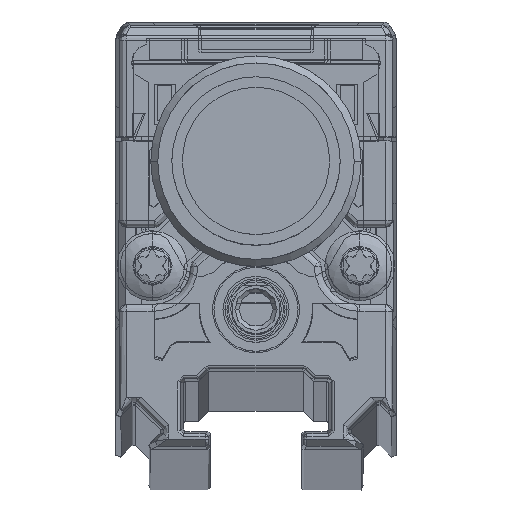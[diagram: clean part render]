
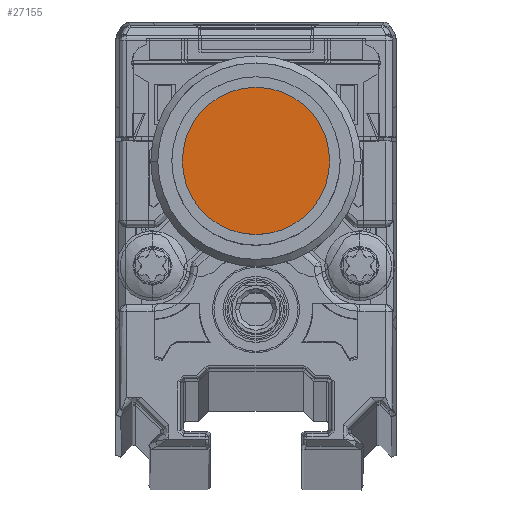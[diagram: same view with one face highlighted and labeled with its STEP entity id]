
A CAD part, top view. The second image highlights one B-rep face of the part: STEP entity #27155.
In plain terms, the highlighted face is planar.
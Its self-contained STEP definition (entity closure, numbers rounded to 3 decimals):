
#26355=CARTESIAN_POINT('',(0.,0.,0.));
#26356=DIRECTION('',(0.,-1.,0.));
#26357=DIRECTION('',(1.,0.,0.));
#26358=AXIS2_PLACEMENT_3D('',#26355,#26356,#26357);
#26360=CARTESIAN_POINT('',(0.,0.,0.));
#26361=DIRECTION('',(0.,-1.,0.));
#26362=DIRECTION('',(-1.,0.,0.));
#26363=AXIS2_PLACEMENT_3D('',#26360,#26361,#26362);
#26461=CARTESIAN_POINT('',(-5.25,0.,0.));
#26462=VERTEX_POINT('',#26461);
#26463=CARTESIAN_POINT('',(5.25,0.,0.));
#26464=VERTEX_POINT('',#26463);
#27146=CARTESIAN_POINT('',(0.,0.,0.));
#27147=DIRECTION('',(0.,-1.,0.));
#27148=DIRECTION('',(1.,0.,0.));
#27149=AXIS2_PLACEMENT_3D('',#27146,#27147,#27148);
#27150=PLANE('',#27149);
#27151=ORIENTED_EDGE('',*,*,#27132,.T.);
#27152=ORIENTED_EDGE('',*,*,#27114,.T.);
#27153=EDGE_LOOP('',(#27151,#27152));
#27154=FACE_OUTER_BOUND('',#27153,.F.);
#27155=ADVANCED_FACE('',(#27154),#27150,.F.);
#26359=CIRCLE('',#26358,5.25);
#26364=CIRCLE('',#26363,5.25);
#27114=EDGE_CURVE('',#26462,#26464,#26364,.T.);
#27132=EDGE_CURVE('',#26464,#26462,#26359,.T.);
